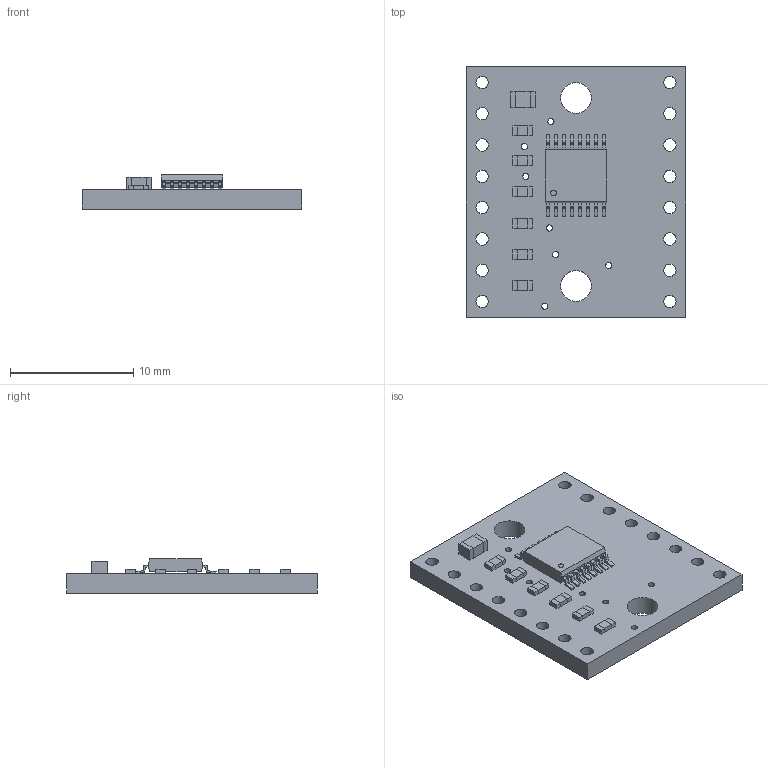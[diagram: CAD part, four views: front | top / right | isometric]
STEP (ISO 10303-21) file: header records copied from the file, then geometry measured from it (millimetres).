
FILE_DESCRIPTION(/* description */ (''),/* implementation_level */ '2;1');
FILE_NAME(/* name */ 'PCB Component.step',/* time_stamp */ '2023-01-18T15:29:53-05:00',/* author */ (''),/* organization */ (''),/* preprocessor_version */ 'ST-DEVELOPER v19.2',/* originating_system */ 'Autodesk Translation Framework v11.17.0.187',/* authorisation */ '');
FILE_SCHEMA (('AUTOMOTIVE_DESIGN { 1 0 10303 214 3 1 1 }'));
Length unit declared in the file: millimetre
Products named in the file (5): PCB Component; Board; 10K; 10uF; PCA9546A TSSOP
Assembly tree (9 placements, depth 2):
  PCB Component
    Board
    10K  x6
    10uF
    PCA9546A TSSOP
Bounding box: 17.78 x 20.32 x 2.77 mm (x, y, z)
Volume: 557.6 mm3; surface area: 1048.7 mm2
Topology: 11 solids, 11 shells, 380 faces, 1039 edges, 682 vertices
Faces by surface type: plane 285, cylinder 95
Full cylindrical faces by diameter (mm): 0.463 x1, 0.5 x12, 1 x16, 2.5 x2
Entity records: 10272 total; most frequent: CARTESIAN_POINT 1745, ORIENTED_EDGE 1718, DIRECTION 1697, EDGE_CURVE 859, LINE 669, VECTOR 669, VERTEX_POINT 562, AXIS2_PLACEMENT_3D 514
